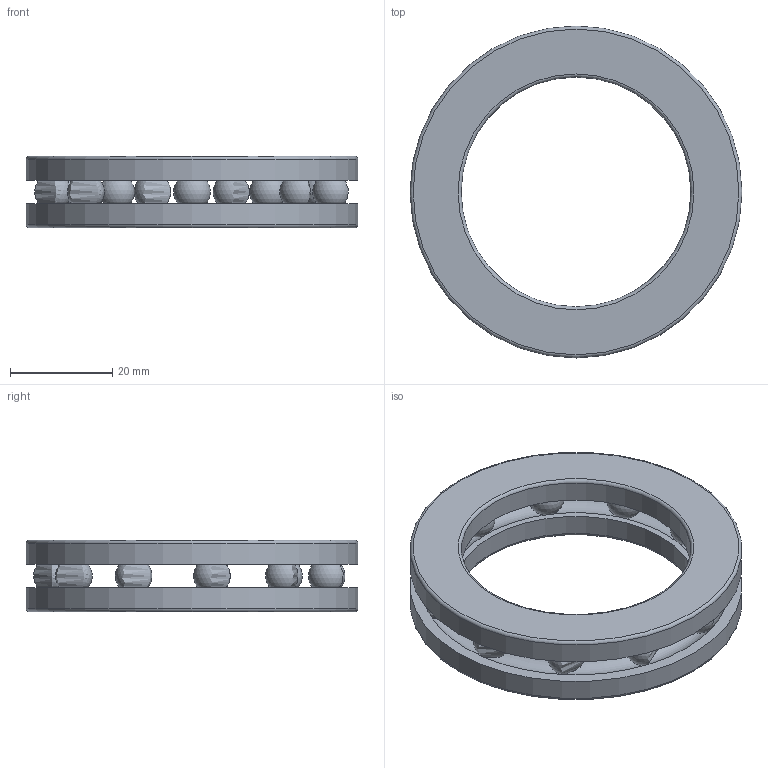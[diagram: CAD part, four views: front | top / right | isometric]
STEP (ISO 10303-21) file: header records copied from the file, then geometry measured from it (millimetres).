
FILE_DESCRIPTION(/* description */ (''),/* implementation_level */ '2;1');
FILE_NAME(/* name */ 'thrust bearing - skf 51109 v1.step',/* time_stamp */ '2024-03-11T22:20:45+01:00',/* author */ (''),/* organization */ (''),/* preprocessor_version */ 'ST-DEVELOPER v20',/* originating_system */ 'Autodesk Translation Framework v12.20.1.177',/* authorisation */ '');
FILE_SCHEMA (('AUTOMOTIVE_DESIGN { 1 0 10303 214 3 1 1 }'));
Length unit declared in the file: millimetre
Products named in the file (1): thrust bearing - skf 51109
Bounding box: 65 x 65 x 14 mm (x, y, z)
Volume: 15881.9 mm3; surface area: 11748.1 mm2
Topology: 13 solids, 13 shells, 47 faces, 187 edges, 102 vertices
Faces by surface type: torus 26, sphere 11, plane 6, cylinder 4
Full cylindrical faces by diameter (mm): 45 x1, 47 x1, 65 x2
Entity records: 2080 total; most frequent: DIRECTION 422, CARTESIAN_POINT 359, ORIENTED_EDGE 330, AXIS2_PLACEMENT_3D 209, EDGE_CURVE 165, CIRCLE 161, VERTEX_POINT 146, EDGE_LOOP 53
